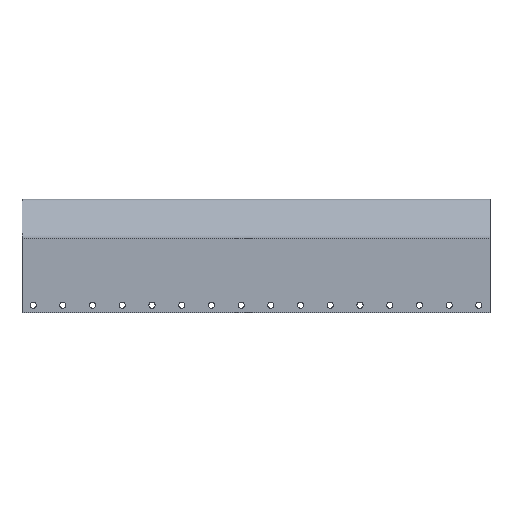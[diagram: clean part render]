
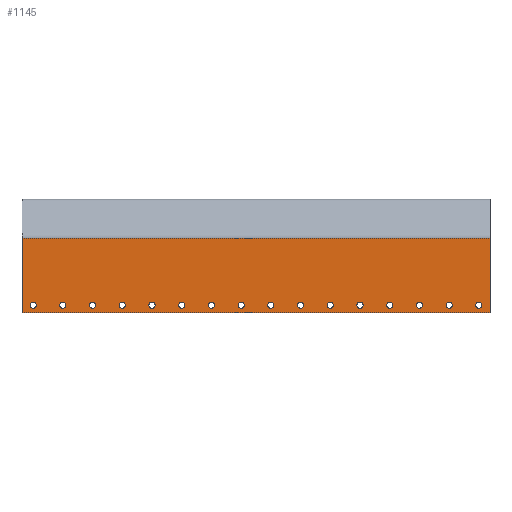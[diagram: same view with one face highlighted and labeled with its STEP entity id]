
A CAD part, left-side view. The second image highlights one B-rep face of the part: STEP entity #1145.
In plain terms, the highlighted planar face has unit normal (-1, 0, 0).
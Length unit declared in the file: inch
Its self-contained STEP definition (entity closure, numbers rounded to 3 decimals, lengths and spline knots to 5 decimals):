
#17=PLANE($,#1279);
#42=LINE($,#1870,#91);
#44=LINE($,#1874,#93);
#45=LINE($,#1876,#94);
#46=LINE($,#1877,#95);
#91=VECTOR($,#1554,15.75);
#93=VECTOR($,#1558,2.5);
#94=VECTOR($,#1559,15.75);
#95=VECTOR($,#1560,2.5);
#176=FACE_BOUND($,#378,.T.);
#177=FACE_BOUND($,#379,.T.);
#178=FACE_BOUND($,#380,.T.);
#179=FACE_BOUND($,#381,.T.);
#180=FACE_BOUND($,#382,.T.);
#181=FACE_BOUND($,#383,.T.);
#182=FACE_BOUND($,#384,.T.);
#183=FACE_BOUND($,#385,.T.);
#184=FACE_BOUND($,#386,.T.);
#185=FACE_BOUND($,#387,.T.);
#186=FACE_BOUND($,#388,.T.);
#187=FACE_BOUND($,#389,.T.);
#188=FACE_BOUND($,#390,.T.);
#189=FACE_BOUND($,#391,.T.);
#190=FACE_BOUND($,#392,.T.);
#191=FACE_BOUND($,#393,.T.);
#268=FACE_OUTER_BOUND($,#377,.T.);
#377=EDGE_LOOP($,(#895,#896,#897,#898));
#378=EDGE_LOOP($,(#899));
#379=EDGE_LOOP($,(#900));
#380=EDGE_LOOP($,(#901));
#381=EDGE_LOOP($,(#902));
#382=EDGE_LOOP($,(#903));
#383=EDGE_LOOP($,(#904));
#384=EDGE_LOOP($,(#905));
#385=EDGE_LOOP($,(#906));
#386=EDGE_LOOP($,(#907));
#387=EDGE_LOOP($,(#908));
#388=EDGE_LOOP($,(#909));
#389=EDGE_LOOP($,(#910));
#390=EDGE_LOOP($,(#911));
#391=EDGE_LOOP($,(#912));
#392=EDGE_LOOP($,(#913));
#393=EDGE_LOOP($,(#914));
#480=CIRCLE($,#1216,0.105);
#482=CIRCLE($,#1219,0.105);
#484=CIRCLE($,#1222,0.105);
#486=CIRCLE($,#1225,0.105);
#488=CIRCLE($,#1228,0.105);
#490=CIRCLE($,#1231,0.105);
#492=CIRCLE($,#1234,0.105);
#494=CIRCLE($,#1237,0.105);
#496=CIRCLE($,#1240,0.105);
#498=CIRCLE($,#1243,0.105);
#500=CIRCLE($,#1246,0.105);
#502=CIRCLE($,#1249,0.105);
#504=CIRCLE($,#1252,0.105);
#506=CIRCLE($,#1255,0.105);
#508=CIRCLE($,#1258,0.105);
#510=CIRCLE($,#1261,0.105);
#568=VERTEX_POINT($,#1741);
#570=VERTEX_POINT($,#1746);
#572=VERTEX_POINT($,#1751);
#574=VERTEX_POINT($,#1756);
#576=VERTEX_POINT($,#1761);
#578=VERTEX_POINT($,#1766);
#580=VERTEX_POINT($,#1771);
#582=VERTEX_POINT($,#1776);
#584=VERTEX_POINT($,#1781);
#586=VERTEX_POINT($,#1786);
#588=VERTEX_POINT($,#1791);
#590=VERTEX_POINT($,#1796);
#592=VERTEX_POINT($,#1801);
#594=VERTEX_POINT($,#1806);
#596=VERTEX_POINT($,#1811);
#598=VERTEX_POINT($,#1816);
#618=VERTEX_POINT($,#1867);
#619=VERTEX_POINT($,#1869);
#620=VERTEX_POINT($,#1873);
#621=VERTEX_POINT($,#1875);
#682=EDGE_CURVE($,#568,#568,#480,.T.);
#684=EDGE_CURVE($,#570,#570,#482,.T.);
#686=EDGE_CURVE($,#572,#572,#484,.T.);
#688=EDGE_CURVE($,#574,#574,#486,.T.);
#690=EDGE_CURVE($,#576,#576,#488,.T.);
#692=EDGE_CURVE($,#578,#578,#490,.T.);
#694=EDGE_CURVE($,#580,#580,#492,.T.);
#696=EDGE_CURVE($,#582,#582,#494,.T.);
#698=EDGE_CURVE($,#584,#584,#496,.T.);
#700=EDGE_CURVE($,#586,#586,#498,.T.);
#702=EDGE_CURVE($,#588,#588,#500,.T.);
#704=EDGE_CURVE($,#590,#590,#502,.T.);
#706=EDGE_CURVE($,#592,#592,#504,.T.);
#708=EDGE_CURVE($,#594,#594,#506,.T.);
#710=EDGE_CURVE($,#596,#596,#508,.T.);
#712=EDGE_CURVE($,#598,#598,#510,.T.);
#736=EDGE_CURVE($,#619,#618,#42,.T.);
#738=EDGE_CURVE($,#620,#618,#44,.T.);
#739=EDGE_CURVE($,#621,#620,#45,.T.);
#740=EDGE_CURVE($,#621,#619,#46,.T.);
#895=ORIENTED_EDGE($,*,*,#738,.F.);
#896=ORIENTED_EDGE($,*,*,#739,.F.);
#897=ORIENTED_EDGE($,*,*,#740,.T.);
#898=ORIENTED_EDGE($,*,*,#736,.T.);
#899=ORIENTED_EDGE($,*,*,#682,.T.);
#900=ORIENTED_EDGE($,*,*,#684,.T.);
#901=ORIENTED_EDGE($,*,*,#686,.T.);
#902=ORIENTED_EDGE($,*,*,#688,.T.);
#903=ORIENTED_EDGE($,*,*,#690,.T.);
#904=ORIENTED_EDGE($,*,*,#692,.T.);
#905=ORIENTED_EDGE($,*,*,#694,.T.);
#906=ORIENTED_EDGE($,*,*,#696,.T.);
#907=ORIENTED_EDGE($,*,*,#698,.T.);
#908=ORIENTED_EDGE($,*,*,#700,.T.);
#909=ORIENTED_EDGE($,*,*,#702,.T.);
#910=ORIENTED_EDGE($,*,*,#704,.T.);
#911=ORIENTED_EDGE($,*,*,#706,.T.);
#912=ORIENTED_EDGE($,*,*,#708,.T.);
#913=ORIENTED_EDGE($,*,*,#710,.T.);
#914=ORIENTED_EDGE($,*,*,#712,.T.);
#1145=ADVANCED_FACE($,(#268,#176,#177,#178,#179,#180,#181,#182,#183,#184,
#185,#186,#187,#188,#189,#190,#191),#17,.T.);
#1216=AXIS2_PLACEMENT_3D($,#1742,#1414,#1415);
#1219=AXIS2_PLACEMENT_3D($,#1747,#1420,#1421);
#1222=AXIS2_PLACEMENT_3D($,#1752,#1426,#1427);
#1225=AXIS2_PLACEMENT_3D($,#1757,#1432,#1433);
#1228=AXIS2_PLACEMENT_3D($,#1762,#1438,#1439);
#1231=AXIS2_PLACEMENT_3D($,#1767,#1444,#1445);
#1234=AXIS2_PLACEMENT_3D($,#1772,#1450,#1451);
#1237=AXIS2_PLACEMENT_3D($,#1777,#1456,#1457);
#1240=AXIS2_PLACEMENT_3D($,#1782,#1462,#1463);
#1243=AXIS2_PLACEMENT_3D($,#1787,#1468,#1469);
#1246=AXIS2_PLACEMENT_3D($,#1792,#1474,#1475);
#1249=AXIS2_PLACEMENT_3D($,#1797,#1480,#1481);
#1252=AXIS2_PLACEMENT_3D($,#1802,#1486,#1487);
#1255=AXIS2_PLACEMENT_3D($,#1807,#1492,#1493);
#1258=AXIS2_PLACEMENT_3D($,#1812,#1498,#1499);
#1261=AXIS2_PLACEMENT_3D($,#1817,#1504,#1505);
#1279=AXIS2_PLACEMENT_3D($,#1872,#1556,#1557);
#1414=DIRECTION('center_axis',(1.,0.,0.));
#1415=DIRECTION('ref_axis',(0.,0.,-1.));
#1420=DIRECTION('center_axis',(1.,0.,0.));
#1421=DIRECTION('ref_axis',(0.,0.,-1.));
#1426=DIRECTION('center_axis',(1.,0.,0.));
#1427=DIRECTION('ref_axis',(0.,0.,-1.));
#1432=DIRECTION('center_axis',(1.,0.,0.));
#1433=DIRECTION('ref_axis',(0.,0.,-1.));
#1438=DIRECTION('center_axis',(1.,0.,0.));
#1439=DIRECTION('ref_axis',(0.,0.,-1.));
#1444=DIRECTION('center_axis',(1.,0.,0.));
#1445=DIRECTION('ref_axis',(0.,0.,-1.));
#1450=DIRECTION('center_axis',(1.,0.,0.));
#1451=DIRECTION('ref_axis',(0.,0.,-1.));
#1456=DIRECTION('center_axis',(1.,0.,0.));
#1457=DIRECTION('ref_axis',(0.,0.,-1.));
#1462=DIRECTION('center_axis',(1.,0.,0.));
#1463=DIRECTION('ref_axis',(0.,0.,-1.));
#1468=DIRECTION('center_axis',(1.,0.,0.));
#1469=DIRECTION('ref_axis',(0.,0.,-1.));
#1474=DIRECTION('center_axis',(1.,0.,0.));
#1475=DIRECTION('ref_axis',(0.,0.,-1.));
#1480=DIRECTION('center_axis',(1.,0.,0.));
#1481=DIRECTION('ref_axis',(0.,0.,-1.));
#1486=DIRECTION('center_axis',(1.,0.,0.));
#1487=DIRECTION('ref_axis',(0.,0.,-1.));
#1492=DIRECTION('center_axis',(1.,0.,0.));
#1493=DIRECTION('ref_axis',(0.,0.,-1.));
#1498=DIRECTION('center_axis',(1.,0.,0.));
#1499=DIRECTION('ref_axis',(0.,0.,-1.));
#1504=DIRECTION('center_axis',(1.,0.,0.));
#1505=DIRECTION('ref_axis',(0.,0.,-1.));
#1554=DIRECTION($,(0.,-1.,0.));
#1556=DIRECTION('center_axis',(-1.,0.,0.));
#1557=DIRECTION('ref_axis',(0.,0.,1.));
#1558=DIRECTION($,(0.,0.,-1.));
#1559=DIRECTION($,(0.,-1.,0.));
#1560=DIRECTION($,(0.,0.,-1.));
#1741=CARTESIAN_POINT('',(0.,0.375,0.145));
#1742=CARTESIAN_POINT('Origin',(0.,0.375,
0.25));
#1746=CARTESIAN_POINT('',(0.,1.375,0.145));
#1747=CARTESIAN_POINT('Origin',(0.,1.375,
0.25));
#1751=CARTESIAN_POINT('',(0.,2.375,0.145));
#1752=CARTESIAN_POINT('Origin',(0.,2.375,
0.25));
#1756=CARTESIAN_POINT('',(0.,3.375,0.145));
#1757=CARTESIAN_POINT('Origin',(0.,3.375,
0.25));
#1761=CARTESIAN_POINT('',(0.,4.375,0.145));
#1762=CARTESIAN_POINT('Origin',(0.,4.375,
0.25));
#1766=CARTESIAN_POINT('',(0.,5.375,0.145));
#1767=CARTESIAN_POINT('Origin',(0.,5.375,
0.25));
#1771=CARTESIAN_POINT('',(0.,6.375,0.145));
#1772=CARTESIAN_POINT('Origin',(0.,6.375,
0.25));
#1776=CARTESIAN_POINT('',(0.,7.375,0.145));
#1777=CARTESIAN_POINT('Origin',(0.,7.375,0.25));
#1781=CARTESIAN_POINT('',(0.,8.375,0.145));
#1782=CARTESIAN_POINT('Origin',(0.,8.375,
0.25));
#1786=CARTESIAN_POINT('',(0.,9.375,0.145));
#1787=CARTESIAN_POINT('Origin',(0.,9.375,0.25));
#1791=CARTESIAN_POINT('',(0.,10.375,0.145));
#1792=CARTESIAN_POINT('Origin',(0.,10.375,0.25));
#1796=CARTESIAN_POINT('',(0.,11.375,0.145));
#1797=CARTESIAN_POINT('Origin',(0.,11.375,0.25));
#1801=CARTESIAN_POINT('',(0.,12.375,0.145));
#1802=CARTESIAN_POINT('Origin',(0.,12.375,0.25));
#1806=CARTESIAN_POINT('',(0.,13.375,0.145));
#1807=CARTESIAN_POINT('Origin',(0.,13.375,0.25));
#1811=CARTESIAN_POINT('',(0.,14.375,0.145));
#1812=CARTESIAN_POINT('Origin',(0.,14.375,0.25));
#1816=CARTESIAN_POINT('',(0.,15.375,0.145));
#1817=CARTESIAN_POINT('Origin',(0.,15.375,0.25));
#1867=CARTESIAN_POINT('',(0.,0.,0.));
#1869=CARTESIAN_POINT('',(0.,15.75,0.));
#1870=CARTESIAN_POINT($,(0.,15.75,0.));
#1872=CARTESIAN_POINT('Origin',(0.,15.75,2.09686));
#1873=CARTESIAN_POINT('',(0.,0.,2.5));
#1874=CARTESIAN_POINT($,(0.,0.,2.09686));
#1875=CARTESIAN_POINT('',(0.,15.75,2.5));
#1876=CARTESIAN_POINT($,(0.,15.75,2.5));
#1877=CARTESIAN_POINT($,(0.,15.75,2.09686));
